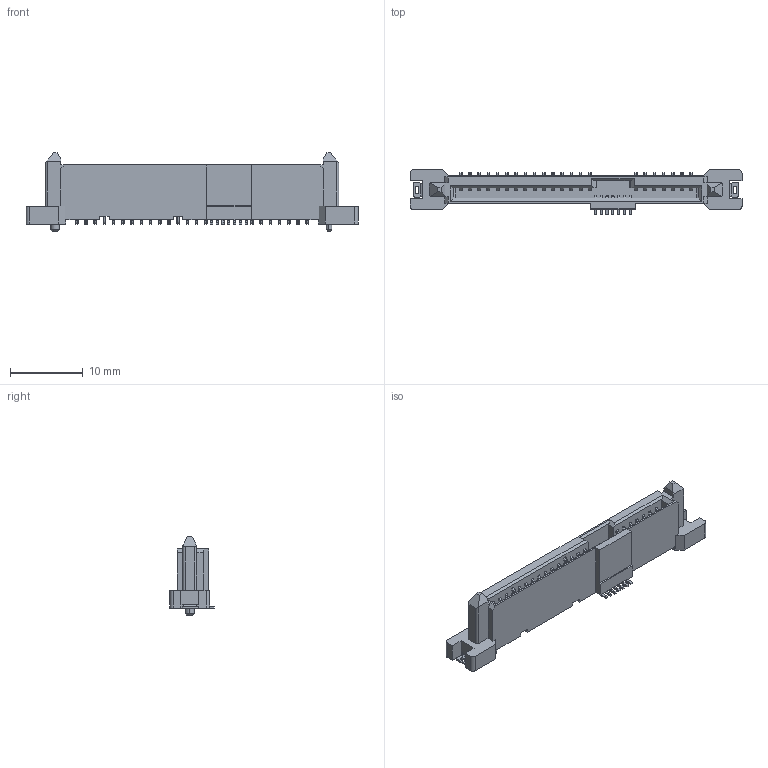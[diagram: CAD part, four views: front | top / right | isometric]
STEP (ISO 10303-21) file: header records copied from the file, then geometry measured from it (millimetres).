
FILE_DESCRIPTION((''),'2;1');
FILE_NAME('P10144871002LF','2021-04-02T',('ChoW'),('AFCI'),'CREO PARAMETRIC BY PTC INC, 2016130','CREO PARAMETRIC BY PTC INC, 2016130','');
FILE_SCHEMA(('CONFIG_CONTROL_DESIGN'));
Length unit declared in the file: millimetre
Products named in the file (1): P10144871002LF
Bounding box: 45.75 x 6.12 x 10.85 mm (x, y, z)
Volume: 935 mm3; surface area: 1586.8 mm2
Topology: 1 solids, 1 shells, 1091 faces, 2939 edges, 1884 vertices
Faces by surface type: plane 527, cylinder 356, torus 204, cone 4
Entity records: 36067 total; most frequent: CARTESIAN_POINT 8258, ORIENTED_EDGE 5878, DIRECTION 5803, EDGE_CURVE 2939, AXIS2_PLACEMENT_3D 2039, VERTEX_POINT 1884, VECTOR 1725, LINE 1725
